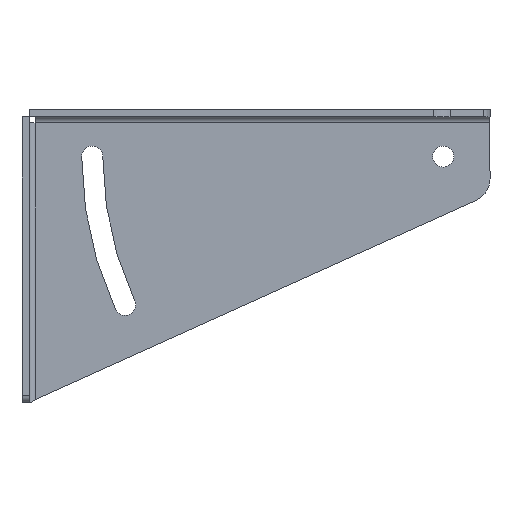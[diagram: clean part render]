
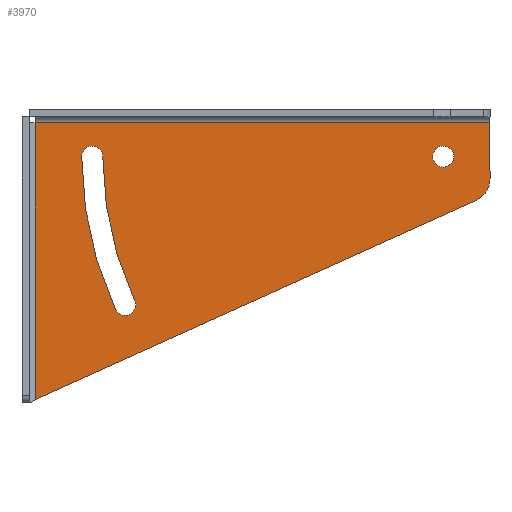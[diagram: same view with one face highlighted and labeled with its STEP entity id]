
A CAD part, front view. The second image highlights one B-rep face of the part: STEP entity #3970.
In plain terms, the highlighted planar face has unit normal (0, -1, 0).
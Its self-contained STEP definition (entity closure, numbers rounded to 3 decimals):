
#1520=CARTESIAN_POINT('',(20.,-3.,-9.545));
#1530=VERTEX_POINT('',#1520);
#1610=CARTESIAN_POINT('',(14.117,-3.,
-18.658));
#1620=VERTEX_POINT('',#1610);
#1650=CARTESIAN_POINT('',(10.,-3.,-9.545));
#1660=DIRECTION('',(0.,-1.,0.));
#1670=DIRECTION('',(-1.,0.,0.));
#1680=AXIS2_PLACEMENT_3D('',#1650,#1660,#1670);
#1690=CIRCLE('',#1680,10.);
#1700=EDGE_CURVE('',#1620,#1530,#1690,.T.);
#1840=CARTESIAN_POINT('',(-154.5,-3.,0.)
);
#1850=VERTEX_POINT('',#1840);
#1930=CARTESIAN_POINT('',(-140.025,-3.,
-65.295));
#1940=VERTEX_POINT('',#1930);
#1970=CARTESIAN_POINT('',(0.,-3.,0.)
);
#1980=DIRECTION('',(0.,-1.,0.));
#1990=DIRECTION('',(-1.,0.,0.));
#2000=AXIS2_PLACEMENT_3D('',#1970,#1980,#1990);
#2010=CIRCLE('',#2000,154.5);
#2020=EDGE_CURVE('',#1850,#1940,#2010,.T.);
#2310=CARTESIAN_POINT('',(20.,-3.,0.));
#2320=DIRECTION('',(0.,0.,1.));
#2330=VECTOR('',#2320,1.);
#2340=LINE('',#2310,#2330);
#2350=CARTESIAN_POINT('',(20.,-3.,14.44));
#2360=VERTEX_POINT('',#2350);
#2370=EDGE_CURVE('',#1530,#2360,#2340,.T.);
#3230=CARTESIAN_POINT('',(-177.5,-3.,-105.5));
#3240=DIRECTION('',(-0.,-1.,-0.));
#3250=DIRECTION('',(-1.,0.,0.));
#3260=AXIS2_PLACEMENT_3D('',#3230,#3240,#3250);
#3270=PLANE('',#3260);
#3280=CARTESIAN_POINT('',(0.,-3.,
0.));
#3290=DIRECTION('',(0.,-1.,0.));
#3300=DIRECTION('',(-1.,0.,0.));
#3310=AXIS2_PLACEMENT_3D('',#3280,#3290,#3300);
#3320=CIRCLE('',#3310,4.5);
#3330=CARTESIAN_POINT('',(4.5,-3.,0.));
#3340=VERTEX_POINT('',#3330);
#3350=CARTESIAN_POINT('',(-4.5,-3.,0.));
#3360=VERTEX_POINT('',#3350);
#3370=EDGE_CURVE('',#3340,#3360,#3320,.T.);
#3380=ORIENTED_EDGE('',*,*,#3370,.F.);
#3390=EDGE_CURVE('',#3360,#3340,#3320,.T.);
#3400=ORIENTED_EDGE('',*,*,#3390,.F.);
#3410=EDGE_LOOP('',(#3400,#3380));
#3420=FACE_BOUND('',#3410,.T.);
#3430=ORIENTED_EDGE('',*,*,#2020,.F.);
#3440=CARTESIAN_POINT('',(-135.946,-3.,-63.393));
#3450=DIRECTION('',(0.,-1.,0.));
#3460=DIRECTION('',(-1.,0.,0.));
#3470=AXIS2_PLACEMENT_3D('',#3440,#3450,#3460);
#3480=CIRCLE('',#3470,4.5);
#3490=CARTESIAN_POINT('',(-131.868,-3.,
-61.491));
#3500=VERTEX_POINT('',#3490);
#3510=EDGE_CURVE('',#1940,#3500,#3480,.T.);
#3520=ORIENTED_EDGE('',*,*,#3510,.F.);
#3530=CARTESIAN_POINT('',(0.,-3.,0.)
);
#3540=DIRECTION('',(0.,1.,0.));
#3550=DIRECTION('',(-1.,0.,0.));
#3560=AXIS2_PLACEMENT_3D('',#3530,#3540,#3550);
#3570=CIRCLE('',#3560,145.5);
#3580=CARTESIAN_POINT('',(-145.5,-3.,0.)
);
#3590=VERTEX_POINT('',#3580);
#3600=EDGE_CURVE('',#3500,#3590,#3570,.T.);
#3610=ORIENTED_EDGE('',*,*,#3600,.F.);
#3620=CARTESIAN_POINT('',(-150.,-3.,0.));
#3630=DIRECTION('',(0.,-1.,0.));
#3640=DIRECTION('',(-1.,0.,0.));
#3650=AXIS2_PLACEMENT_3D('',#3620,#3630,#3640);
#3660=CIRCLE('',#3650,4.5);
#3670=EDGE_CURVE('',#3590,#1850,#3660,.T.);
#3680=ORIENTED_EDGE('',*,*,#3670,.F.);
#3690=EDGE_LOOP('',(#3680,#3610,#3520,#3430));
#3700=FACE_BOUND('',#3690,.T.);
#3710=CARTESIAN_POINT('',(-174.44,-3.,0.));
#3720=DIRECTION('',(0.,0.,1.));
#3730=VECTOR('',#3720,1.);
#3740=LINE('',#3710,#3730);
#3750=CARTESIAN_POINT('',(-174.44,-3.,-103.843));
#3760=VERTEX_POINT('',#3750);
#3770=CARTESIAN_POINT('',(-174.44,-3.,14.44));
#3780=VERTEX_POINT('',#3770);
#3790=EDGE_CURVE('',#3760,#3780,#3740,.T.);
#3800=ORIENTED_EDGE('',*,*,#3790,.F.);
#3810=CARTESIAN_POINT('',(0.,-3.,14.44));
#3820=DIRECTION('',(1.,0.,0.));
#3830=VECTOR('',#3820,1.);
#3840=LINE('',#3810,#3830);
#3850=EDGE_CURVE('',#3780,#2360,#3840,.T.);
#3860=ORIENTED_EDGE('',*,*,#3850,.F.);
#3870=ORIENTED_EDGE('',*,*,#2370,.T.);
#3880=ORIENTED_EDGE('',*,*,#1700,.T.);
#3890=CARTESIAN_POINT('',(0.,-3.,-25.036));
#3900=DIRECTION('',(0.911,0.,0.412));
#3910=VECTOR('',#3900,1.);
#3920=LINE('',#3890,#3910);
#3930=EDGE_CURVE('',#3760,#1620,#3920,.T.);
#3940=ORIENTED_EDGE('',*,*,#3930,.T.);
#3950=EDGE_LOOP('',(#3940,#3880,#3870,#3860,#3800));
#3960=FACE_OUTER_BOUND('',#3950,.T.);
#3970=ADVANCED_FACE('',(#3420,#3700,#3960),#3270,.T.);
